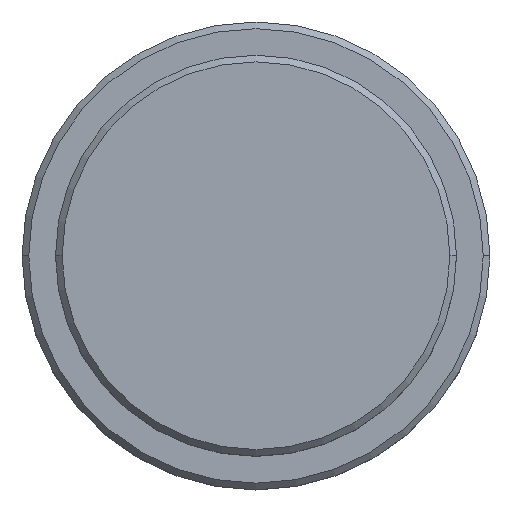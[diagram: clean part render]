
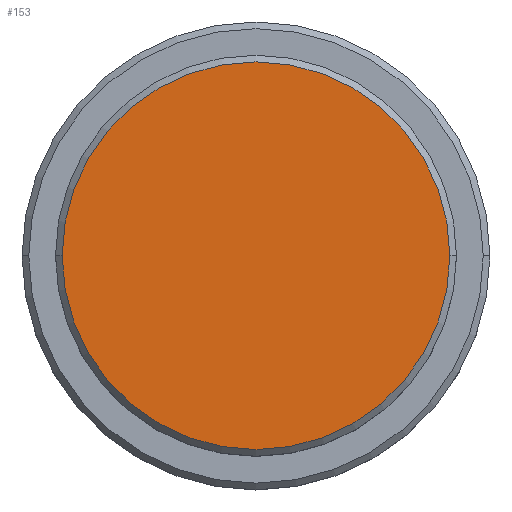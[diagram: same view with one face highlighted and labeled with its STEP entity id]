
A CAD part, top view. The second image highlights one B-rep face of the part: STEP entity #153.
In plain terms, the highlighted planar face has unit normal (0, 0, 1).
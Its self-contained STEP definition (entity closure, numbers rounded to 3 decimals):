
#24 = ORIENTED_EDGE ( 'NONE', *, *, #382, .T. ) ;
#29 = CARTESIAN_POINT ( 'NONE',  ( 0., 0., 0. ) ) ;
#41 = ORIENTED_EDGE ( 'NONE', *, *, #995, .T. ) ;
#57 = AXIS2_PLACEMENT_3D ( 'NONE', #29, #1251, #892 ) ;
#82 = AXIS2_PLACEMENT_3D ( 'NONE', #1280, #713, #390 ) ;
#85 = CARTESIAN_POINT ( 'NONE',  ( -14.5, 0., 0. ) ) ;
#153 = ADVANCED_FACE ( 'NONE', ( #847 ), #1061, .T. ) ;
#157 = CARTESIAN_POINT ( 'NONE',  ( 0., 0., 0. ) ) ;
#272 = EDGE_LOOP ( 'NONE', ( #24, #41 ) ) ;
#382 = EDGE_CURVE ( 'NONE', #563, #1323, #923, .T. ) ;
#387 = DIRECTION ( 'NONE',  ( 0., 0., 1. ) ) ;
#390 = DIRECTION ( 'NONE',  ( 1., 0., 0. ) ) ;
#397 = CIRCLE ( 'NONE', #1199, 14.5 ) ;
#563 = VERTEX_POINT ( 'NONE', #85 ) ;
#713 = DIRECTION ( 'NONE',  ( 0., 0., 1. ) ) ;
#768 = CARTESIAN_POINT ( 'NONE',  ( 14.5, 0., 0. ) ) ;
#847 = FACE_OUTER_BOUND ( 'NONE', #272, .T. ) ;
#892 = DIRECTION ( 'NONE',  ( 1., 0., 0. ) ) ;
#923 = CIRCLE ( 'NONE', #57, 14.5 ) ;
#995 = EDGE_CURVE ( 'NONE', #1323, #563, #397, .T. ) ;
#1046 = DIRECTION ( 'NONE',  ( 1., 0., 0. ) ) ;
#1061 = PLANE ( 'NONE',  #82 ) ;
#1199 = AXIS2_PLACEMENT_3D ( 'NONE', #157, #387, #1046 ) ;
#1251 = DIRECTION ( 'NONE',  ( 0., 0., 1. ) ) ;
#1280 = CARTESIAN_POINT ( 'NONE',  ( 0., 0., 0. ) ) ;
#1323 = VERTEX_POINT ( 'NONE', #768 ) ;
